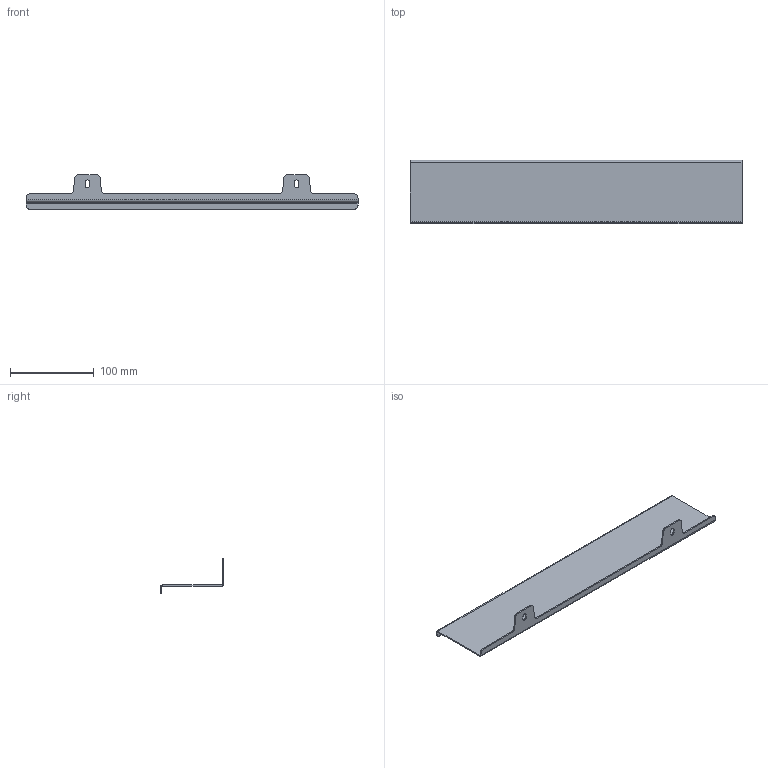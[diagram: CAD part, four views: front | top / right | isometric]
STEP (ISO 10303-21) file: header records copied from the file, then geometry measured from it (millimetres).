
FILE_DESCRIPTION (( 'STEP AP214' ), '1' );
FILE_NAME ('947.501.STEP', '2024-10-04T10:39:15', ( '' ), ( '' ), 'SwSTEP 2.0', 'SolidWorks 2021', '' );
FILE_SCHEMA (( 'AUTOMOTIVE_DESIGN' ));
Length unit declared in the file: millimetre
Products named in the file (1): 947.501
Bounding box: 397 x 76 x 41.5 mm (x, y, z)
Volume: 56265.9 mm3; surface area: 76655.1 mm2
Topology: 1 solids, 1 shells, 52 faces, 134 edges, 84 vertices
Faces by surface type: plane 30, cylinder 22
Entity records: 1616 total; most frequent: DIRECTION 284, CARTESIAN_POINT 271, ORIENTED_EDGE 268, EDGE_CURVE 134, AXIS2_PLACEMENT_3D 97, VECTOR 90, LINE 90, VERTEX_POINT 84
